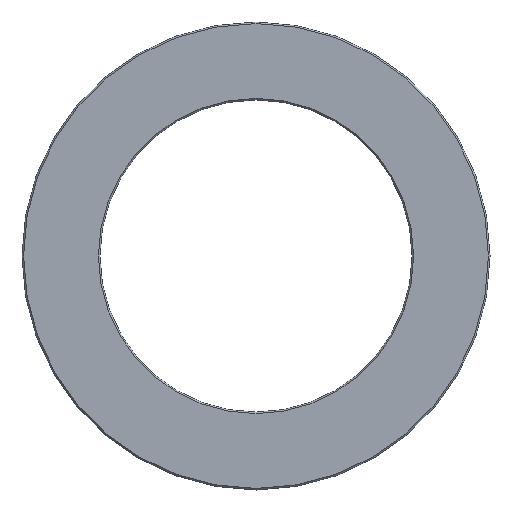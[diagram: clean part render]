
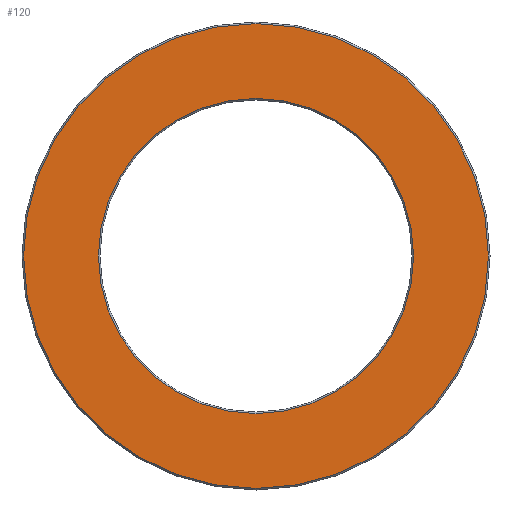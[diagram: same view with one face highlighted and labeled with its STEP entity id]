
A CAD part, front view. The second image highlights one B-rep face of the part: STEP entity #120.
In plain terms, the highlighted planar face has unit normal (0, -1, 0).
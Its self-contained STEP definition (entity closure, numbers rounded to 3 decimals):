
#6 = DIRECTION ( 'NONE',  ( 0., 1., 0. ) ) ;
#54 = DIRECTION ( 'NONE',  ( 0., 1., 0. ) ) ;
#60 = CIRCLE ( 'NONE', #356, 303. ) ;
#78 = ORIENTED_EDGE ( 'NONE', *, *, #252, .T. ) ;
#120 = ADVANCED_FACE ( 'NONE', ( #423, #152 ), #379, .F. ) ;
#133 = DIRECTION ( 'NONE',  ( 0., -1., 0. ) ) ;
#145 = CARTESIAN_POINT ( 'NONE',  ( 0., 0., -447. ) ) ;
#152 = FACE_OUTER_BOUND ( 'NONE', #368, .T. ) ;
#166 = DIRECTION ( 'NONE',  ( 0., 1., 0. ) ) ;
#185 = VERTEX_POINT ( 'NONE', #288 ) ;
#190 = DIRECTION ( 'NONE',  ( 0., 0., 1. ) ) ;
#199 = AXIS2_PLACEMENT_3D ( 'NONE', #354, #54, #231 ) ;
#202 = DIRECTION ( 'NONE',  ( 0., 0., 1. ) ) ;
#209 = EDGE_CURVE ( 'NONE', #185, #394, #60, .T. ) ;
#210 = CIRCLE ( 'NONE', #360, 447. ) ;
#214 = ORIENTED_EDGE ( 'NONE', *, *, #209, .T. ) ;
#222 = AXIS2_PLACEMENT_3D ( 'NONE', #285, #257, #321 ) ;
#231 = DIRECTION ( 'NONE',  ( 0., 0., 1. ) ) ;
#232 = CIRCLE ( 'NONE', #199, 303. ) ;
#238 = EDGE_CURVE ( 'NONE', #394, #185, #232, .T. ) ;
#252 = EDGE_CURVE ( 'NONE', #438, #446, #382, .T. ) ;
#257 = DIRECTION ( 'NONE',  ( 0., -1., 0. ) ) ;
#285 = CARTESIAN_POINT ( 'NONE',  ( 0., 0., 0. ) ) ;
#288 = CARTESIAN_POINT ( 'NONE',  ( 0., 0., -303. ) ) ;
#321 = DIRECTION ( 'NONE',  ( 0., 0., 1. ) ) ;
#329 = CARTESIAN_POINT ( 'NONE',  ( 0., 0., 0. ) ) ;
#330 = EDGE_CURVE ( 'NONE', #446, #438, #210, .T. ) ;
#332 = AXIS2_PLACEMENT_3D ( 'NONE', #413, #6, #190 ) ;
#346 = EDGE_LOOP ( 'NONE', ( #214, #405 ) ) ;
#352 = DIRECTION ( 'NONE',  ( 0., 0., 1. ) ) ;
#354 = CARTESIAN_POINT ( 'NONE',  ( 0., 0., 0. ) ) ;
#356 = AXIS2_PLACEMENT_3D ( 'NONE', #358, #166, #352 ) ;
#358 = CARTESIAN_POINT ( 'NONE',  ( 0., 0., 0. ) ) ;
#359 = CARTESIAN_POINT ( 'NONE',  ( 0., 0., 303. ) ) ;
#360 = AXIS2_PLACEMENT_3D ( 'NONE', #329, #133, #202 ) ;
#368 = EDGE_LOOP ( 'NONE', ( #78, #409 ) ) ;
#379 = PLANE ( 'NONE',  #332 ) ;
#382 = CIRCLE ( 'NONE', #222, 447. ) ;
#394 = VERTEX_POINT ( 'NONE', #359 ) ;
#405 = ORIENTED_EDGE ( 'NONE', *, *, #238, .T. ) ;
#409 = ORIENTED_EDGE ( 'NONE', *, *, #330, .T. ) ;
#413 = CARTESIAN_POINT ( 'NONE',  ( 0., 0., 0. ) ) ;
#423 = FACE_BOUND ( 'NONE', #346, .T. ) ;
#438 = VERTEX_POINT ( 'NONE', #440 ) ;
#440 = CARTESIAN_POINT ( 'NONE',  ( 0., 0., 447. ) ) ;
#446 = VERTEX_POINT ( 'NONE', #145 ) ;
